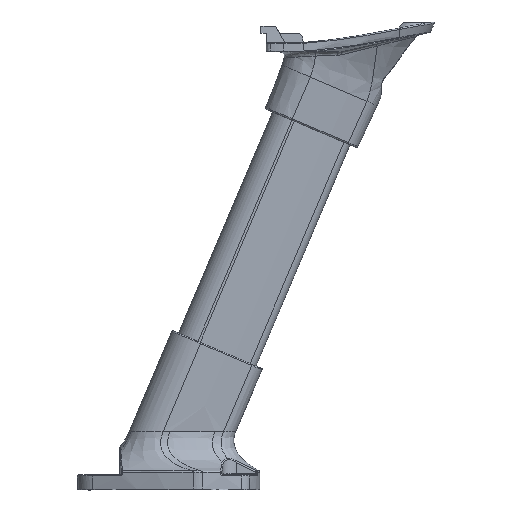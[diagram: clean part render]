
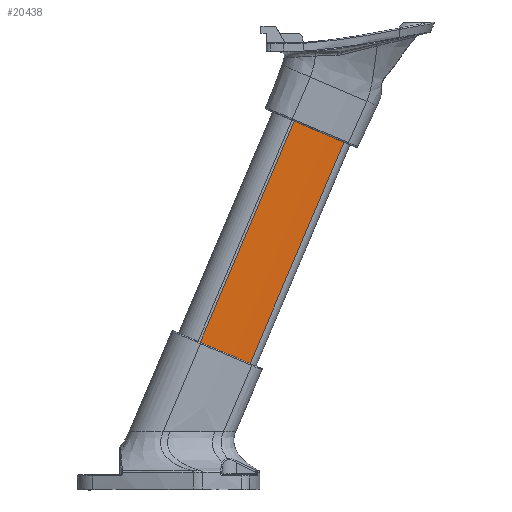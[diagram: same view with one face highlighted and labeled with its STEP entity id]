
A CAD part, left-side view. The second image highlights one B-rep face of the part: STEP entity #20438.
In plain terms, the highlighted cylindrical face has radius 60 mm (diameter 120 mm), a partial arc.
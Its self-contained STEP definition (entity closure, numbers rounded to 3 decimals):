
#272 = CIRCLE ( 'NONE', #26472, 60. ) ;
#428 = VERTEX_POINT ( 'NONE', #25039 ) ;
#1249 = DIRECTION ( 'NONE',  ( 0., -0.391, 0.921 ) ) ;
#1754 = CARTESIAN_POINT ( 'NONE',  ( -4.468, 26.719, -108.703 ) ) ;
#3203 = VECTOR ( 'NONE', #10728, 1000. ) ;
#5379 = CYLINDRICAL_SURFACE ( 'NONE', #20348, 60. ) ;
#6099 = ORIENTED_EDGE ( 'NONE', *, *, #13597, .F. ) ;
#7237 = EDGE_LOOP ( 'NONE', ( #19645, #29984, #6099, #21921 ) ) ;
#7768 = EDGE_CURVE ( 'NONE', #11232, #22291, #26962, .T. ) ;
#9437 = CARTESIAN_POINT ( 'NONE',  ( -1.9, -14.037, -42.348 ) ) ;
#9535 = CARTESIAN_POINT ( 'NONE',  ( -4.468, -10.652, -20.662 ) ) ;
#9600 = DIRECTION ( 'NONE',  ( 0., 0.391, -0.921 ) ) ;
#10728 = DIRECTION ( 'NONE',  ( 0., 0.391, -0.921 ) ) ;
#11232 = VERTEX_POINT ( 'NONE', #9437 ) ;
#12248 = CARTESIAN_POINT ( 'NONE',  ( 55.108, -23.673, 28.238 ) ) ;
#13247 = EDGE_CURVE ( 'NONE', #428, #30735, #24318, .T. ) ;
#13597 = EDGE_CURVE ( 'NONE', #22291, #30735, #16272, .T. ) ;
#14021 = CARTESIAN_POINT ( 'NONE',  ( -1.9, 16.051, -113.231 ) ) ;
#14646 = DIRECTION ( 'NONE',  ( -0.95, -0.287, -0.122 ) ) ;
#14917 = DIRECTION ( 'NONE',  ( 0., 0.391, -0.921 ) ) ;
#16272 = CIRCLE ( 'NONE', #25379, 60. ) ;
#16728 = DIRECTION ( 'NONE',  ( 0., 0.391, -0.921 ) ) ;
#18388 = DIRECTION ( 'NONE',  ( 0., -0.921, -0.391 ) ) ;
#19645 = ORIENTED_EDGE ( 'NONE', *, *, #27293, .F. ) ;
#20348 = AXIS2_PLACEMENT_3D ( 'NONE', #12248, #14917, #29392 ) ;
#20438 = ADVANCED_FACE ( 'NONE', ( #22243 ), #5379, .T. ) ;
#20500 = CARTESIAN_POINT ( 'NONE',  ( -1.9, -21.32, -25.19 ) ) ;
#21258 = VECTOR ( 'NONE', #16728, 1000. ) ;
#21921 = ORIENTED_EDGE ( 'NONE', *, *, #7768, .F. ) ;
#22243 = FACE_OUTER_BOUND ( 'NONE', #7237, .T. ) ;
#22291 = VERTEX_POINT ( 'NONE', #14021 ) ;
#24065 = CARTESIAN_POINT ( 'NONE',  ( 55.108, 33.274, -105.92 ) ) ;
#24318 = LINE ( 'NONE', #9535, #21258 ) ;
#25039 = CARTESIAN_POINT ( 'NONE',  ( -4.468, -3.369, -37.82 ) ) ;
#25379 = AXIS2_PLACEMENT_3D ( 'NONE', #24065, #9600, #14646 ) ;
#26472 = AXIS2_PLACEMENT_3D ( 'NONE', #30582, #1249, #18388 ) ;
#26962 = LINE ( 'NONE', #20500, #3203 ) ;
#27293 = EDGE_CURVE ( 'NONE', #428, #11232, #272, .T. ) ;
#29392 = DIRECTION ( 'NONE',  ( -1., 0., 0. ) ) ;
#29984 = ORIENTED_EDGE ( 'NONE', *, *, #13247, .T. ) ;
#30582 = CARTESIAN_POINT ( 'NONE',  ( 55.108, 3.186, -35.037 ) ) ;
#30735 = VERTEX_POINT ( 'NONE', #1754 ) ;
